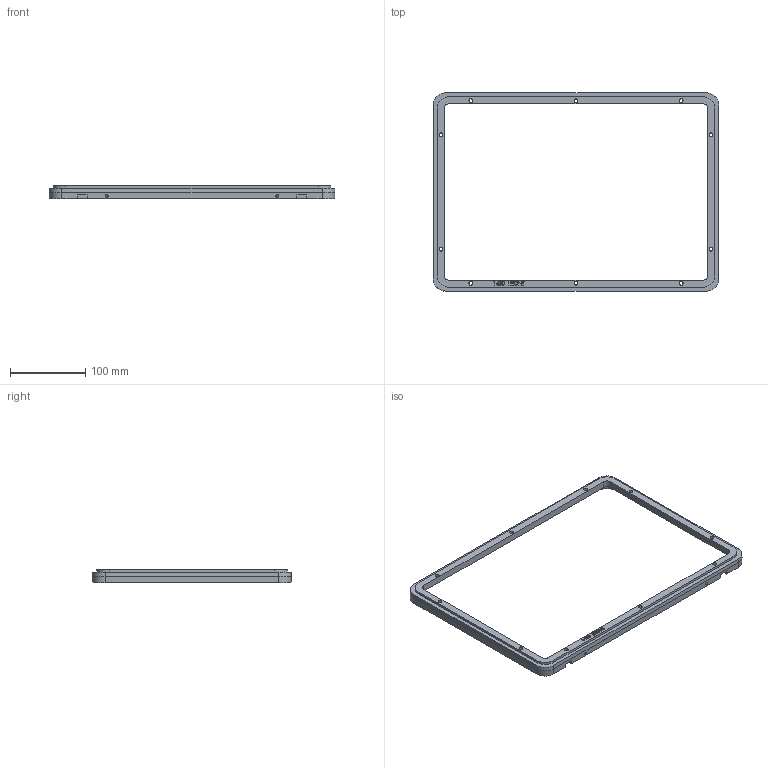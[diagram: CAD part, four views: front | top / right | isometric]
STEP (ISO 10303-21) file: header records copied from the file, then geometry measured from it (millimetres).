
FILE_DESCRIPTION (( 'STEP AP214' ), '1' );
FILE_NAME ('1450 panel frame.STEP', '2015-08-06T17:34:38', ( 'pelican' ), ( '' ), 'SwSTEP 2.0', 'SolidWorks 2014', '' );
FILE_SCHEMA (( 'AUTOMOTIVE_DESIGN' ));
Length unit declared in the file: inch
Products named in the file (1): 1450 panel frame
Bounding box: 378.97 x 263.14 x 18.03 mm (x, y, z)
Volume: 203485.2 mm3; surface area: 78670.3 mm2
Topology: 1 solids, 1 shells, 186 faces, 502 edges, 332 vertices
Faces by surface type: plane 108, bspline 30, cylinder 28, cone 20
Entity records: 8014 total; most frequent: CARTESIAN_POINT 3431, ORIENTED_EDGE 1004, DIRECTION 808, EDGE_CURVE 502, LINE 350, VECTOR 350, VERTEX_POINT 332, EDGE_LOOP 230
